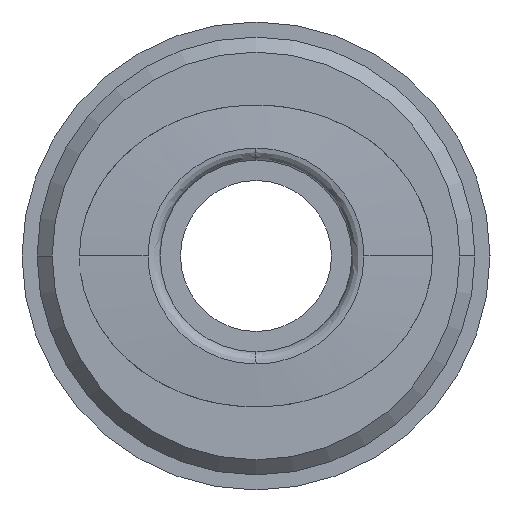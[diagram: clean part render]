
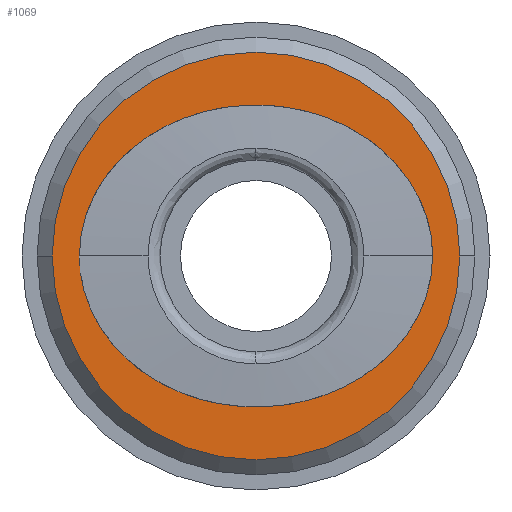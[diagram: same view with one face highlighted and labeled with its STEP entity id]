
A CAD part, front view. The second image highlights one B-rep face of the part: STEP entity #1069.
In plain terms, the highlighted planar face has unit normal (0, -1, 0).
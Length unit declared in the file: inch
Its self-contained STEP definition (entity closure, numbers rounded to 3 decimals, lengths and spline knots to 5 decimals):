
#54 = EDGE_CURVE ( 'NONE', #3080, #1694, #777, .T. ) ;
#66 =( BOUNDED_CURVE ( )  B_SPLINE_CURVE ( 2, ( #2985, #1429, #1695, #116, #1948 ),
 .UNSPECIFIED., .F., .F. ) 
 B_SPLINE_CURVE_WITH_KNOTS ( ( 3, 2, 3 ),
 ( 0.01702, 0.02551, 0.034 ),
 .UNSPECIFIED. ) 
 CURVE ( )  GEOMETRIC_REPRESENTATION_ITEM ( )  RATIONAL_B_SPLINE_CURVE ( ( 1., 0.707, 1., 0.707, 1. ) ) 
 REPRESENTATION_ITEM ( '' )  );
#116 = CARTESIAN_POINT ( 'NONE',  ( -0.23031, -0.83169, -0.19685 ) ) ;
#184 = DIRECTION ( 'NONE',  ( 0., 0., -1. ) ) ;
#237 = DIRECTION ( 'NONE',  ( -1., 0., 0. ) ) ;
#266 = DIRECTION ( 'NONE',  ( 0., 1., 0. ) ) ;
#324 = CIRCLE ( 'NONE', #2201, 0.26575 ) ;
#329 = ORIENTED_EDGE ( 'NONE', *, *, #54, .T. ) ;
#403 = FACE_BOUND ( 'NONE', #2385, .T. ) ;
#663 = AXIS2_PLACEMENT_3D ( 'NONE', #1501, #1492, #184 ) ;
#674 = CARTESIAN_POINT ( 'NONE',  ( 0.23031, -0.83169, 0. ) ) ;
#777 =( BOUNDED_CURVE ( )  B_SPLINE_CURVE ( 2, ( #2936, #1103, #2666, #1371, #3196 ),
 .UNSPECIFIED., .F., .T. ) 
 B_SPLINE_CURVE_WITH_KNOTS ( ( 3, 2, 3 ),
 ( 0., 0.00851, 0.01702 ),
 .UNSPECIFIED. ) 
 CURVE ( )  GEOMETRIC_REPRESENTATION_ITEM ( )  RATIONAL_B_SPLINE_CURVE ( ( 1., 0.707, 1., 0.707, 1. ) ) 
 REPRESENTATION_ITEM ( '' )  );
#1069 = ADVANCED_FACE ( 'NONE', ( #403, #3273 ), #1227, .T. ) ;
#1103 = CARTESIAN_POINT ( 'NONE',  ( -0.23031, -0.83169, 0.19685 ) ) ;
#1227 = PLANE ( 'NONE',  #663 ) ;
#1286 = EDGE_CURVE ( 'NONE', #1564, #2919, #324, .T. ) ;
#1371 = CARTESIAN_POINT ( 'NONE',  ( 0.23031, -0.83169, 0.19685 ) ) ;
#1429 = CARTESIAN_POINT ( 'NONE',  ( 0.23031, -0.83169, -0.19685 ) ) ;
#1492 = DIRECTION ( 'NONE',  ( 0., -1., 0. ) ) ;
#1501 = CARTESIAN_POINT ( 'NONE',  ( -0.0625, -0.83169, 0. ) ) ;
#1564 = VERTEX_POINT ( 'NONE', #2994 ) ;
#1569 = EDGE_LOOP ( 'NONE', ( #3307, #2913 ) ) ;
#1694 = VERTEX_POINT ( 'NONE', #674 ) ;
#1695 = CARTESIAN_POINT ( 'NONE',  ( 0., -0.83169, -0.19685 ) ) ;
#1810 = DIRECTION ( 'NONE',  ( 0., 1., 0. ) ) ;
#1841 = CARTESIAN_POINT ( 'NONE',  ( 0., -0.83169, 0. ) ) ;
#1948 = CARTESIAN_POINT ( 'NONE',  ( -0.23031, -0.83169, 0. ) ) ;
#2106 = DIRECTION ( 'NONE',  ( -1., 0., 0. ) ) ;
#2171 = CIRCLE ( 'NONE', #2245, 0.26575 ) ;
#2201 = AXIS2_PLACEMENT_3D ( 'NONE', #3365, #1810, #237 ) ;
#2245 = AXIS2_PLACEMENT_3D ( 'NONE', #1841, #266, #2106 ) ;
#2320 = EDGE_CURVE ( 'NONE', #2919, #1564, #2171, .T. ) ;
#2385 = EDGE_LOOP ( 'NONE', ( #329, #2587 ) ) ;
#2514 = EDGE_CURVE ( 'NONE', #1694, #3080, #66, .T. ) ;
#2587 = ORIENTED_EDGE ( 'NONE', *, *, #2514, .T. ) ;
#2666 = CARTESIAN_POINT ( 'NONE',  ( 0., -0.83169, 0.19685 ) ) ;
#2913 = ORIENTED_EDGE ( 'NONE', *, *, #2320, .F. ) ;
#2917 = CARTESIAN_POINT ( 'NONE',  ( 0.26575, -0.83169, 0. ) ) ;
#2919 = VERTEX_POINT ( 'NONE', #2917 ) ;
#2936 = CARTESIAN_POINT ( 'NONE',  ( -0.23031, -0.83169, 0. ) ) ;
#2985 = CARTESIAN_POINT ( 'NONE',  ( 0.23031, -0.83169, 0. ) ) ;
#2994 = CARTESIAN_POINT ( 'NONE',  ( -0.26575, -0.83169, 0. ) ) ;
#3080 = VERTEX_POINT ( 'NONE', #3092 ) ;
#3092 = CARTESIAN_POINT ( 'NONE',  ( -0.23031, -0.83169, 0. ) ) ;
#3196 = CARTESIAN_POINT ( 'NONE',  ( 0.23031, -0.83169, 0. ) ) ;
#3273 = FACE_OUTER_BOUND ( 'NONE', #1569, .T. ) ;
#3307 = ORIENTED_EDGE ( 'NONE', *, *, #1286, .F. ) ;
#3365 = CARTESIAN_POINT ( 'NONE',  ( 0., -0.83169, 0. ) ) ;
